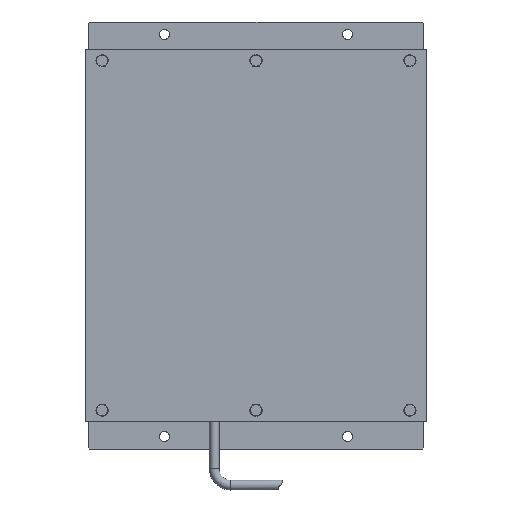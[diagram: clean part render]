
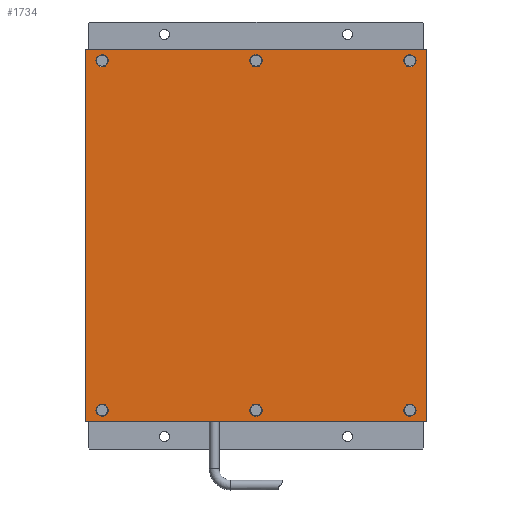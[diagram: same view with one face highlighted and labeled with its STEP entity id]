
A CAD part, top view. The second image highlights one B-rep face of the part: STEP entity #1734.
In plain terms, the highlighted planar face has unit normal (0, 0, 1).
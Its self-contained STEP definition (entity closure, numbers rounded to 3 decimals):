
#23 = EDGE_CURVE ( 'NONE', #737, #1051, #1404, .T. ) ;
#31 = EDGE_CURVE ( 'NONE', #747, #743, #1229, .T. ) ;
#36 = EDGE_CURVE ( 'NONE', #738, #753, #1235, .T. ) ;
#47 = EDGE_CURVE ( 'NONE', #658, #658, #1753, .T. ) ;
#48 = EDGE_CURVE ( 'NONE', #660, #660, #1760, .T. ) ;
#68 = EDGE_CURVE ( 'NONE', #743, #738, #1499, .T. ) ;
#79 = EDGE_CURVE ( 'NONE', #1040, #1036, #1541, .T. ) ;
#81 = EDGE_CURVE ( 'NONE', #672, #672, #1926, .T. ) ;
#90 = EDGE_CURVE ( 'NONE', #678, #678, #1975, .T. ) ;
#110 = EDGE_CURVE ( 'NONE', #753, #737, #174, .T. ) ;
#112 = EDGE_CURVE ( 'NONE', #686, #686, #1916, .T. ) ;
#132 = EDGE_CURVE ( 'NONE', #692, #692, #1998, .T. ) ;
#134 = EDGE_CURVE ( 'NONE', #1051, #1040, #276, .T. ) ;
#135 = EDGE_CURVE ( 'NONE', #1036, #747, #263, .T. ) ;
#174 = LINE ( 'NONE', #182, #1985 ) ;
#182 = CARTESIAN_POINT ( 'NONE',  ( -128.25, -0.25, 15. ) ) ;
#183 = DIRECTION ( 'NONE',  ( -0.707, -0.707, 0. ) ) ;
#190 = CARTESIAN_POINT ( 'NONE',  ( 0., 63., 15. ) ) ;
#191 = DIRECTION ( 'NONE',  ( 0., 0., 1. ) ) ;
#192 = DIRECTION ( 'NONE',  ( 1., 0., 0. ) ) ;
#263 = LINE ( 'NONE', #279, #2013 ) ;
#265 = CARTESIAN_POINT ( 'NONE',  ( 0., -63., 15. ) ) ;
#266 = DIRECTION ( 'NONE',  ( 0., 0., 1. ) ) ;
#267 = DIRECTION ( 'NONE',  ( 1., 0., 0. ) ) ;
#276 = LINE ( 'NONE', #277, #1944 ) ;
#277 = CARTESIAN_POINT ( 'NONE',  ( -61.25, -66.75, 15. ) ) ;
#278 = DIRECTION ( 'NONE',  ( 0.707, -0.707, 0. ) ) ;
#279 = CARTESIAN_POINT ( 'NONE',  ( -0.25, -128.25, 15. ) ) ;
#280 = DIRECTION ( 'NONE',  ( 0.707, 0.707, 0. ) ) ;
#292 = CARTESIAN_POINT ( 'NONE',  ( -61.5, 66.5, 15. ) ) ;
#293 = CARTESIAN_POINT ( 'NONE',  ( 61., 67., 15. ) ) ;
#301 = CARTESIAN_POINT ( 'NONE',  ( 61.5, 66.5, 15. ) ) ;
#304 = CARTESIAN_POINT ( 'NONE',  ( 61.5, -66.5, 15. ) ) ;
#310 = CARTESIAN_POINT ( 'NONE',  ( -61., 67., 15. ) ) ;
#318 = CARTESIAN_POINT ( 'NONE',  ( 61., -67., 15. ) ) ;
#325 = CARTESIAN_POINT ( 'NONE',  ( -61., -67., 15. ) ) ;
#336 = CARTESIAN_POINT ( 'NONE',  ( -61.5, -66.5, 15. ) ) ;
#417 = ORIENTED_EDGE ( 'NONE', *, *, #31, .T. ) ;
#420 = ORIENTED_EDGE ( 'NONE', *, *, #90, .F. ) ;
#422 = ORIENTED_EDGE ( 'NONE', *, *, #132, .F. ) ;
#475 = ORIENTED_EDGE ( 'NONE', *, *, #48, .F. ) ;
#481 = ORIENTED_EDGE ( 'NONE', *, *, #134, .T. ) ;
#524 = CARTESIAN_POINT ( 'NONE',  ( -55.5, -63., 15. ) ) ;
#525 = DIRECTION ( 'NONE',  ( 0., 0., 1. ) ) ;
#526 = DIRECTION ( 'NONE',  ( 1., 0., 0. ) ) ;
#601 = FACE_BOUND ( 'NONE', #1373, .T. ) ;
#602 = FACE_BOUND ( 'NONE', #1896, .T. ) ;
#603 = FACE_BOUND ( 'NONE', #1374, .T. ) ;
#604 = FACE_BOUND ( 'NONE', #1892, .T. ) ;
#605 = FACE_OUTER_BOUND ( 'NONE', #1375, .T. ) ;
#606 = FACE_BOUND ( 'NONE', #1897, .T. ) ;
#608 = FACE_BOUND ( 'NONE', #1898, .T. ) ;
#609 = CARTESIAN_POINT ( 'NONE',  ( -61.5, -67., 15. ) ) ;
#610 = PLANE ( 'NONE',  #1596 ) ;
#611 = DIRECTION ( 'NONE',  ( 0., 0., 1. ) ) ;
#612 = DIRECTION ( 'NONE',  ( 1., 0., 0. ) ) ;
#658 = VERTEX_POINT ( 'NONE', #661 ) ;
#660 = VERTEX_POINT ( 'NONE', #663 ) ;
#661 = CARTESIAN_POINT ( 'NONE',  ( 57.7, 63., 15. ) ) ;
#663 = CARTESIAN_POINT ( 'NONE',  ( 57.7, -63., 15. ) ) ;
#672 = VERTEX_POINT ( 'NONE', #675 ) ;
#675 = CARTESIAN_POINT ( 'NONE',  ( -53.3, 63., 15. ) ) ;
#678 = VERTEX_POINT ( 'NONE', #681 ) ;
#681 = CARTESIAN_POINT ( 'NONE',  ( -53.3, -63., 15. ) ) ;
#686 = VERTEX_POINT ( 'NONE', #689 ) ;
#689 = CARTESIAN_POINT ( 'NONE',  ( 2.2, 63., 15. ) ) ;
#692 = VERTEX_POINT ( 'NONE', #695 ) ;
#695 = CARTESIAN_POINT ( 'NONE',  ( 2.2, -63., 15. ) ) ;
#737 = VERTEX_POINT ( 'NONE', #292 ) ;
#738 = VERTEX_POINT ( 'NONE', #293 ) ;
#743 = VERTEX_POINT ( 'NONE', #301 ) ;
#747 = VERTEX_POINT ( 'NONE', #304 ) ;
#753 = VERTEX_POINT ( 'NONE', #310 ) ;
#1036 = VERTEX_POINT ( 'NONE', #318 ) ;
#1040 = VERTEX_POINT ( 'NONE', #325 ) ;
#1051 = VERTEX_POINT ( 'NONE', #336 ) ;
#1229 = LINE ( 'NONE', #1230, #1784 ) ;
#1230 = CARTESIAN_POINT ( 'NONE',  ( 61.5, 67., 15. ) ) ;
#1231 = DIRECTION ( 'NONE',  ( 0., 1., 0. ) ) ;
#1235 = LINE ( 'NONE', #1244, #1795 ) ;
#1244 = CARTESIAN_POINT ( 'NONE',  ( -61.5, 67., 15. ) ) ;
#1245 = DIRECTION ( 'NONE',  ( -1., 0., 0. ) ) ;
#1279 = CARTESIAN_POINT ( 'NONE',  ( 55.5, 63., 15. ) ) ;
#1280 = DIRECTION ( 'NONE',  ( 0., 0., 1. ) ) ;
#1281 = DIRECTION ( 'NONE',  ( 1., 0., 0. ) ) ;
#1283 = CARTESIAN_POINT ( 'NONE',  ( 55.5, -63., 15. ) ) ;
#1284 = DIRECTION ( 'NONE',  ( 0., 0., 1. ) ) ;
#1285 = DIRECTION ( 'NONE',  ( 1., 0., 0. ) ) ;
#1300 = ORIENTED_EDGE ( 'NONE', *, *, #79, .T. ) ;
#1304 = ORIENTED_EDGE ( 'NONE', *, *, #110, .T. ) ;
#1327 = ORIENTED_EDGE ( 'NONE', *, *, #112, .F. ) ;
#1331 = ORIENTED_EDGE ( 'NONE', *, *, #47, .F. ) ;
#1350 = ORIENTED_EDGE ( 'NONE', *, *, #135, .T. ) ;
#1359 = ORIENTED_EDGE ( 'NONE', *, *, #68, .T. ) ;
#1363 = ORIENTED_EDGE ( 'NONE', *, *, #81, .F. ) ;
#1373 = EDGE_LOOP ( 'NONE', ( #1327 ) ) ;
#1374 = EDGE_LOOP ( 'NONE', ( #422 ) ) ;
#1375 = EDGE_LOOP ( 'NONE', ( #1300, #1350, #417, #1359, #1821, #1304, #1835, #481 ) ) ;
#1404 = LINE ( 'NONE', #1406, #1756 ) ;
#1406 = CARTESIAN_POINT ( 'NONE',  ( -61.5, 67., 15. ) ) ;
#1407 = DIRECTION ( 'NONE',  ( 0., -1., 0. ) ) ;
#1493 = CARTESIAN_POINT ( 'NONE',  ( 66.75, 61.25, 15. ) ) ;
#1499 = LINE ( 'NONE', #1493, #1919 ) ;
#1503 = DIRECTION ( 'NONE',  ( -0.707, 0.707, 0. ) ) ;
#1541 = LINE ( 'NONE', #1542, #1948 ) ;
#1542 = CARTESIAN_POINT ( 'NONE',  ( -61.5, -67., 15. ) ) ;
#1543 = DIRECTION ( 'NONE',  ( 1., 0., 0. ) ) ;
#1549 = CARTESIAN_POINT ( 'NONE',  ( -55.5, 63., 15. ) ) ;
#1550 = DIRECTION ( 'NONE',  ( 0., 0., 1. ) ) ;
#1551 = DIRECTION ( 'NONE',  ( 1., 0., 0. ) ) ;
#1596 = AXIS2_PLACEMENT_3D ( 'NONE', #609, #611, #612 ) ;
#1734 = ADVANCED_FACE ( 'NONE', ( #602, #604, #606, #608, #601, #603, #605 ), #610, .T. ) ;
#1753 = CIRCLE ( 'NONE', #1809, 2.2 ) ;
#1756 = VECTOR ( 'NONE', #1407, 1000. ) ;
#1760 = CIRCLE ( 'NONE', #1774, 2.2 ) ;
#1774 = AXIS2_PLACEMENT_3D ( 'NONE', #1283, #1284, #1285 ) ;
#1784 = VECTOR ( 'NONE', #1231, 1000. ) ;
#1795 = VECTOR ( 'NONE', #1245, 1000. ) ;
#1809 = AXIS2_PLACEMENT_3D ( 'NONE', #1279, #1280, #1281 ) ;
#1821 = ORIENTED_EDGE ( 'NONE', *, *, #36, .T. ) ;
#1835 = ORIENTED_EDGE ( 'NONE', *, *, #23, .T. ) ;
#1892 = EDGE_LOOP ( 'NONE', ( #420 ) ) ;
#1896 = EDGE_LOOP ( 'NONE', ( #1363 ) ) ;
#1897 = EDGE_LOOP ( 'NONE', ( #475 ) ) ;
#1898 = EDGE_LOOP ( 'NONE', ( #1331 ) ) ;
#1916 = CIRCLE ( 'NONE', #1924, 2.2 ) ;
#1919 = VECTOR ( 'NONE', #1503, 1000. ) ;
#1924 = AXIS2_PLACEMENT_3D ( 'NONE', #190, #191, #192 ) ;
#1926 = CIRCLE ( 'NONE', #1928, 2.2 ) ;
#1928 = AXIS2_PLACEMENT_3D ( 'NONE', #1549, #1550, #1551 ) ;
#1944 = VECTOR ( 'NONE', #278, 1000. ) ;
#1948 = VECTOR ( 'NONE', #1543, 1000. ) ;
#1968 = AXIS2_PLACEMENT_3D ( 'NONE', #524, #525, #526 ) ;
#1975 = CIRCLE ( 'NONE', #1968, 2.2 ) ;
#1985 = VECTOR ( 'NONE', #183, 1000. ) ;
#1998 = CIRCLE ( 'NONE', #2007, 2.2 ) ;
#2007 = AXIS2_PLACEMENT_3D ( 'NONE', #265, #266, #267 ) ;
#2013 = VECTOR ( 'NONE', #280, 1000. ) ;
